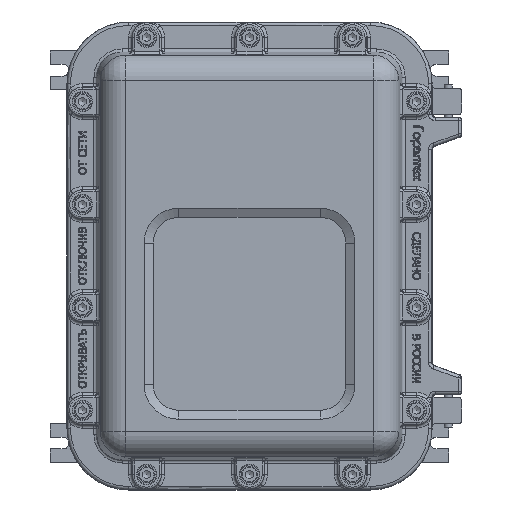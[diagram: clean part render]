
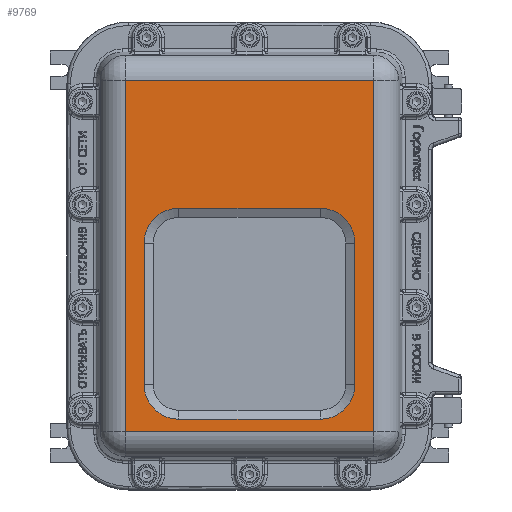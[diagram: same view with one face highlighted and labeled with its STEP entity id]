
A CAD part, top view. The second image highlights one B-rep face of the part: STEP entity #9769.
In plain terms, the highlighted planar face has unit normal (0, 0, 1).
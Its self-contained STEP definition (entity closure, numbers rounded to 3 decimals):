
#9396=CARTESIAN_POINT('',(55.,-127.,40.));
#9397=VERTEX_POINT('',#9396);
#9414=CARTESIAN_POINT('',(-55.,-127.,40.));
#9415=VERTEX_POINT('',#9414);
#9422=CARTESIAN_POINT('',(-55.,-127.,40.));
#9423=DIRECTION('',(1.0,0.0,0.0));
#9424=VECTOR('',#9423,110.);
#9425=LINE('',#9422,#9424);
#9426=EDGE_CURVE('',#9415,#9397,#9425,.T.);
#9438=CARTESIAN_POINT('',(-82.,-100.,40.));
#9439=VERTEX_POINT('',#9438);
#9446=CARTESIAN_POINT('',(-55.,-100.,40.));
#9447=DIRECTION('',(0.0,0.0,1.0));
#9448=DIRECTION('',(-0.707,-0.707,0.0));
#9449=AXIS2_PLACEMENT_3D('',#9446,#9447,#9448);
#9450=CIRCLE('',#9449,27.);
#9451=EDGE_CURVE('',#9439,#9415,#9450,.T.);
#9471=CARTESIAN_POINT('',(-82.,10.,40.));
#9472=VERTEX_POINT('',#9471);
#9479=CARTESIAN_POINT('',(-82.,10.,40.));
#9480=DIRECTION('',(0.0,-1.0,0.0));
#9481=VECTOR('',#9480,110.0);
#9482=LINE('',#9479,#9481);
#9483=EDGE_CURVE('',#9472,#9439,#9482,.T.);
#9502=CARTESIAN_POINT('',(-55.,37.,40.));
#9503=VERTEX_POINT('',#9502);
#9510=CARTESIAN_POINT('',(-55.,10.,40.));
#9511=DIRECTION('',(0.0,0.0,1.0));
#9512=DIRECTION('',(-0.707,0.707,0.0));
#9513=AXIS2_PLACEMENT_3D('',#9510,#9511,#9512);
#9514=CIRCLE('',#9513,27.);
#9515=EDGE_CURVE('',#9503,#9472,#9514,.T.);
#9535=CARTESIAN_POINT('',(55.,37.,40.));
#9536=VERTEX_POINT('',#9535);
#9543=CARTESIAN_POINT('',(55.,37.,40.));
#9544=DIRECTION('',(-1.0,0.0,0.0));
#9545=VECTOR('',#9544,110.);
#9546=LINE('',#9543,#9545);
#9547=EDGE_CURVE('',#9536,#9503,#9546,.T.);
#9566=CARTESIAN_POINT('',(82.,10.,40.));
#9567=VERTEX_POINT('',#9566);
#9574=CARTESIAN_POINT('',(55.,10.,40.));
#9575=DIRECTION('',(0.0,0.0,1.0));
#9576=DIRECTION('',(0.707,0.707,0.0));
#9577=AXIS2_PLACEMENT_3D('',#9574,#9575,#9576);
#9578=CIRCLE('',#9577,27.);
#9579=EDGE_CURVE('',#9567,#9536,#9578,.T.);
#9599=CARTESIAN_POINT('',(82.,-100.,40.));
#9600=VERTEX_POINT('',#9599);
#9607=CARTESIAN_POINT('',(82.,-100.,40.));
#9608=DIRECTION('',(0.0,1.0,0.0));
#9609=VECTOR('',#9608,110.0);
#9610=LINE('',#9607,#9609);
#9611=EDGE_CURVE('',#9600,#9567,#9610,.T.);
#9637=CARTESIAN_POINT('',(55.,-100.,40.));
#9638=DIRECTION('',(0.0,0.0,1.0));
#9639=DIRECTION('',(0.707,-0.707,0.0));
#9640=AXIS2_PLACEMENT_3D('',#9637,#9638,#9639);
#9641=CIRCLE('',#9640,27.);
#9642=EDGE_CURVE('',#9397,#9600,#9641,.T.);
#9720=CARTESIAN_POINT('',(0.,0.,40.));
#9721=DIRECTION('',(0.0,0.0,1.0));
#9722=DIRECTION('',(1.0,0.0,0.0));
#9723=AXIS2_PLACEMENT_3D('',#9720,#9721,#9722);
#9724=PLANE('',#9723);
#9725=CARTESIAN_POINT('',(96.64,-136.64,40.));
#9726=VERTEX_POINT('',#9725);
#9727=CARTESIAN_POINT('',(96.64,136.64,40.));
#9728=VERTEX_POINT('',#9727);
#9729=CARTESIAN_POINT('',(96.64,-136.64,40.));
#9730=DIRECTION('',(0.0,1.0,0.0));
#9731=VECTOR('',#9730,273.28);
#9732=LINE('',#9729,#9731);
#9733=EDGE_CURVE('',#9726,#9728,#9732,.T.);
#9734=ORIENTED_EDGE('',*,*,#9733,.T.);
#9735=CARTESIAN_POINT('',(-96.64,136.64,40.));
#9736=VERTEX_POINT('',#9735);
#9737=CARTESIAN_POINT('',(96.64,136.64,40.));
#9738=DIRECTION('',(-1.0,0.0,0.0));
#9739=VECTOR('',#9738,193.28);
#9740=LINE('',#9737,#9739);
#9741=EDGE_CURVE('',#9728,#9736,#9740,.T.);
#9742=ORIENTED_EDGE('',*,*,#9741,.T.);
#9743=CARTESIAN_POINT('',(-96.64,-136.64,40.));
#9744=VERTEX_POINT('',#9743);
#9745=CARTESIAN_POINT('',(-96.64,136.64,40.));
#9746=DIRECTION('',(0.0,-1.0,0.0));
#9747=VECTOR('',#9746,273.28);
#9748=LINE('',#9745,#9747);
#9749=EDGE_CURVE('',#9736,#9744,#9748,.T.);
#9750=ORIENTED_EDGE('',*,*,#9749,.T.);
#9751=CARTESIAN_POINT('',(-96.64,-136.64,40.));
#9752=DIRECTION('',(1.0,0.0,0.0));
#9753=VECTOR('',#9752,193.28);
#9754=LINE('',#9751,#9753);
#9755=EDGE_CURVE('',#9744,#9726,#9754,.T.);
#9756=ORIENTED_EDGE('',*,*,#9755,.T.);
#9757=EDGE_LOOP('',(#9734,#9742,#9750,#9756));
#9758=FACE_OUTER_BOUND('',#9757,.T.);
#9759=ORIENTED_EDGE('',*,*,#9426,.F.);
#9760=ORIENTED_EDGE('',*,*,#9451,.F.);
#9761=ORIENTED_EDGE('',*,*,#9483,.F.);
#9762=ORIENTED_EDGE('',*,*,#9515,.F.);
#9763=ORIENTED_EDGE('',*,*,#9547,.F.);
#9764=ORIENTED_EDGE('',*,*,#9579,.F.);
#9765=ORIENTED_EDGE('',*,*,#9611,.F.);
#9766=ORIENTED_EDGE('',*,*,#9642,.F.);
#9767=EDGE_LOOP('',(#9759,#9760,#9761,#9762,#9763,#9764,#9765,#9766));
#9768=FACE_BOUND('',#9767,.T.);
#9769=ADVANCED_FACE('',(#9758,#9768),#9724,.T.);
